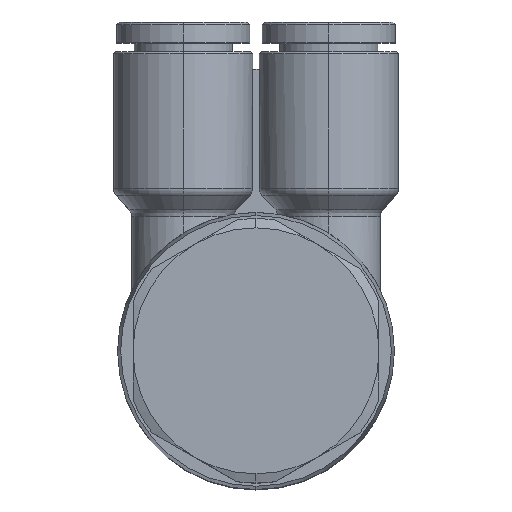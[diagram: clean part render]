
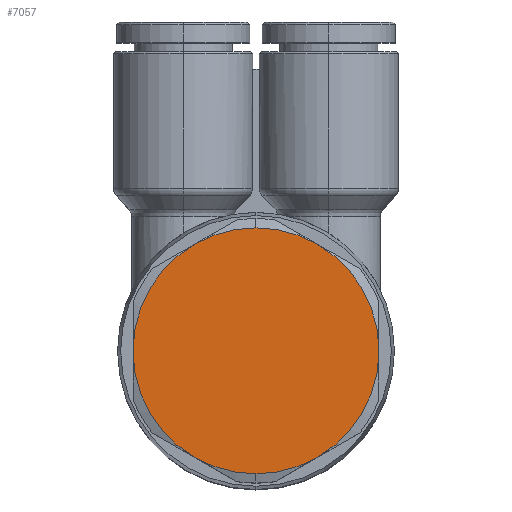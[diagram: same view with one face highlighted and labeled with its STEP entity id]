
A CAD part, top view. The second image highlights one B-rep face of the part: STEP entity #7057.
In plain terms, the highlighted planar face has unit normal (0, 0, 1).
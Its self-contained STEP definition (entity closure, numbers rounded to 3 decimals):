
#5981=CARTESIAN_POINT('',(20.5,7.1,16.));
#5982=VERTEX_POINT('',#5981);
#5989=CARTESIAN_POINT('',(18.892,1.1,16.0));
#5990=VERTEX_POINT('',#5989);
#5991=CARTESIAN_POINT('',(8.5,7.1,16.));
#5992=DIRECTION('',(0.0,0.0,1.0));
#5993=DIRECTION('',(-1.0,0.0,0.0));
#5994=AXIS2_PLACEMENT_3D('',#5991,#5992,#5993);
#5995=CIRCLE('',#5994,12.);
#5996=EDGE_CURVE('',#5990,#5982,#5995,.T.);
#6020=CARTESIAN_POINT('',(-3.5,7.1,16.));
#6021=VERTEX_POINT('',#6020);
#6029=CARTESIAN_POINT('',(-1.892,1.1,16.));
#6030=VERTEX_POINT('',#6029);
#6044=CARTESIAN_POINT('',(8.5,7.1,16.));
#6045=DIRECTION('',(0.0,0.0,1.0));
#6046=DIRECTION('',(-1.0,0.0,0.0));
#6047=AXIS2_PLACEMENT_3D('',#6044,#6045,#6046);
#6048=CIRCLE('',#6047,12.);
#6049=EDGE_CURVE('',#6021,#6030,#6048,.T.);
#6471=CARTESIAN_POINT('',(8.5,-4.9,16.));
#6472=VERTEX_POINT('',#6471);
#6508=CARTESIAN_POINT('',(8.5,7.1,16.));
#6509=DIRECTION('',(0.0,0.0,1.0));
#6510=DIRECTION('',(-1.0,0.0,0.0));
#6511=AXIS2_PLACEMENT_3D('',#6508,#6509,#6510);
#6512=CIRCLE('',#6511,12.);
#6513=EDGE_CURVE('',#6472,#5990,#6512,.T.);
#6560=CARTESIAN_POINT('',(8.5,7.1,16.));
#6561=DIRECTION('',(0.0,0.0,1.0));
#6562=DIRECTION('',(-1.0,0.0,0.0));
#6563=AXIS2_PLACEMENT_3D('',#6560,#6561,#6562);
#6564=CIRCLE('',#6563,12.);
#6565=EDGE_CURVE('',#6030,#6472,#6564,.T.);
#6576=CARTESIAN_POINT('',(-1.892,13.1,16.));
#6577=VERTEX_POINT('',#6576);
#6578=CARTESIAN_POINT('',(8.5,7.1,16.));
#6579=DIRECTION('',(0.0,0.0,1.0));
#6580=DIRECTION('',(-1.0,0.0,0.0));
#6581=AXIS2_PLACEMENT_3D('',#6578,#6579,#6580);
#6582=CIRCLE('',#6581,12.);
#6583=EDGE_CURVE('',#6577,#6021,#6582,.T.);
#6630=CARTESIAN_POINT('',(8.5,19.1,16.));
#6631=VERTEX_POINT('',#6630);
#6632=CARTESIAN_POINT('',(8.5,7.1,16.));
#6633=DIRECTION('',(0.0,0.0,1.0));
#6634=DIRECTION('',(-1.0,0.0,0.0));
#6635=AXIS2_PLACEMENT_3D('',#6632,#6633,#6634);
#6636=CIRCLE('',#6635,12.);
#6637=EDGE_CURVE('',#6631,#6577,#6636,.T.);
#6684=CARTESIAN_POINT('',(18.892,13.1,16.));
#6685=VERTEX_POINT('',#6684);
#6686=CARTESIAN_POINT('',(8.5,7.1,16.));
#6687=DIRECTION('',(0.0,0.0,1.0));
#6688=DIRECTION('',(-1.0,0.0,0.0));
#6689=AXIS2_PLACEMENT_3D('',#6686,#6687,#6688);
#6690=CIRCLE('',#6689,12.);
#6691=EDGE_CURVE('',#6685,#6631,#6690,.T.);
#6746=CARTESIAN_POINT('',(8.5,7.1,16.));
#6747=DIRECTION('',(0.0,0.0,1.0));
#6748=DIRECTION('',(-1.0,0.0,0.0));
#6749=AXIS2_PLACEMENT_3D('',#6746,#6747,#6748);
#6750=CIRCLE('',#6749,12.);
#6751=EDGE_CURVE('',#5982,#6685,#6750,.T.);
#7042=CARTESIAN_POINT('',(8.5,7.1,16.));
#7043=DIRECTION('',(0.0,0.0,1.0));
#7044=DIRECTION('',(-1.0,0.0,0.0));
#7045=AXIS2_PLACEMENT_3D('',#7042,#7043,#7044);
#7046=PLANE('',#7045);
#7047=ORIENTED_EDGE('',*,*,#5996,.T.);
#7048=ORIENTED_EDGE('',*,*,#6751,.T.);
#7049=ORIENTED_EDGE('',*,*,#6691,.T.);
#7050=ORIENTED_EDGE('',*,*,#6637,.T.);
#7051=ORIENTED_EDGE('',*,*,#6583,.T.);
#7052=ORIENTED_EDGE('',*,*,#6049,.T.);
#7053=ORIENTED_EDGE('',*,*,#6565,.T.);
#7054=ORIENTED_EDGE('',*,*,#6513,.T.);
#7055=EDGE_LOOP('',(#7047,#7048,#7049,#7050,#7051,#7052,#7053,#7054));
#7056=FACE_OUTER_BOUND('',#7055,.T.);
#7057=ADVANCED_FACE('',(#7056),#7046,.T.);
